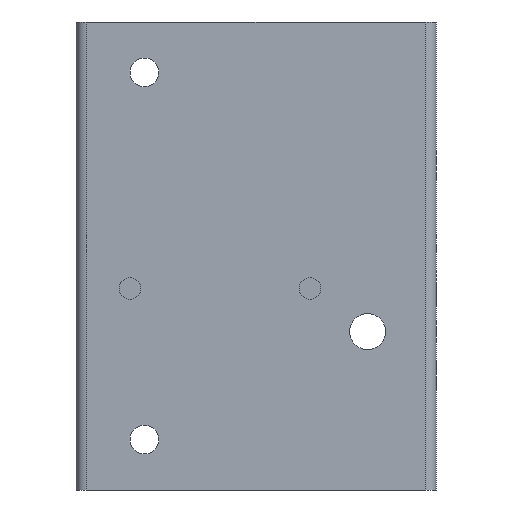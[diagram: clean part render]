
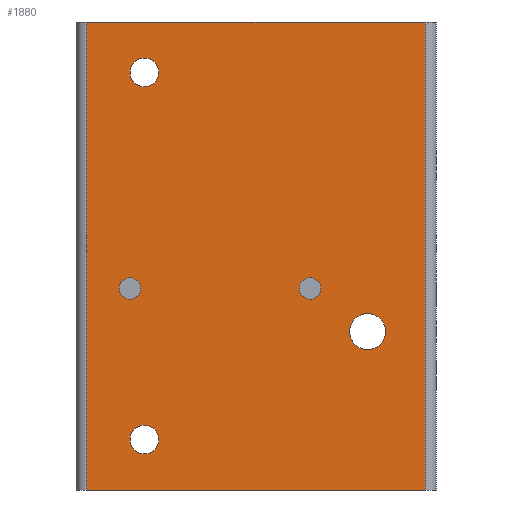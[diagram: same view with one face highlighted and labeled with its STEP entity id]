
A CAD part, left-side view. The second image highlights one B-rep face of the part: STEP entity #1880.
In plain terms, the highlighted planar face has unit normal (-1, 0, 0).
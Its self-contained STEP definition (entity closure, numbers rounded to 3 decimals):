
#14 = EDGE_CURVE ( 'NONE', #287, #789, #60, .T. ) ;
#18 = CARTESIAN_POINT ( 'NONE',  ( -50., 31., 14. ) ) ;
#42 = VECTOR ( 'NONE', #793, 1000. ) ;
#45 = VERTEX_POINT ( 'NONE', #669 ) ;
#55 = EDGE_LOOP ( 'NONE', ( #317, #1119 ) ) ;
#60 = CIRCLE ( 'NONE', #220, 4. ) ;
#75 = VERTEX_POINT ( 'NONE', #684 ) ;
#82 = CARTESIAN_POINT ( 'NONE',  ( -50., -47., 0. ) ) ;
#106 = DIRECTION ( 'NONE',  ( 0., 0., 1. ) ) ;
#134 = DIRECTION ( 'NONE',  ( 0., 1., 0. ) ) ;
#136 = ORIENTED_EDGE ( 'NONE', *, *, #1531, .F. ) ;
#169 = EDGE_CURVE ( 'NONE', #1415, #1874, #806, .T. ) ;
#172 = CARTESIAN_POINT ( 'NONE',  ( -50., -47., 130. ) ) ;
#195 = ORIENTED_EDGE ( 'NONE', *, *, #1690, .F. ) ;
#215 = EDGE_LOOP ( 'NONE', ( #2187, #952 ) ) ;
#220 = AXIS2_PLACEMENT_3D ( 'NONE', #1223, #1747, #835 ) ;
#241 = CARTESIAN_POINT ( 'NONE',  ( -50., -15., 56. ) ) ;
#287 = VERTEX_POINT ( 'NONE', #753 ) ;
#295 = FACE_BOUND ( 'NONE', #1011, .T. ) ;
#317 = ORIENTED_EDGE ( 'NONE', *, *, #169, .T. ) ;
#322 = CARTESIAN_POINT ( 'NONE',  ( -50., 35., 56. ) ) ;
#327 = DIRECTION ( 'NONE',  ( 0., 0., -1. ) ) ;
#339 = DIRECTION ( 'NONE',  ( 1., 0., 0. ) ) ;
#340 = AXIS2_PLACEMENT_3D ( 'NONE', #1418, #339, #704 ) ;
#354 = DIRECTION ( 'NONE',  ( 1., 0., 0. ) ) ;
#374 = CIRCLE ( 'NONE', #2063, 3. ) ;
#383 = EDGE_CURVE ( 'NONE', #1784, #1193, #1136, .T. ) ;
#391 = VECTOR ( 'NONE', #1651, 1000. ) ;
#407 = CIRCLE ( 'NONE', #897, 3. ) ;
#428 = CARTESIAN_POINT ( 'NONE',  ( -50., 47., 130. ) ) ;
#449 = PLANE ( 'NONE',  #1400 ) ;
#503 = DIRECTION ( 'NONE',  ( 1., 0., 0. ) ) ;
#518 = CARTESIAN_POINT ( 'NONE',  ( -50., 31., 116. ) ) ;
#588 = ORIENTED_EDGE ( 'NONE', *, *, #1297, .T. ) ;
#623 = DIRECTION ( 'NONE',  ( -1., 0., 0. ) ) ;
#662 = DIRECTION ( 'NONE',  ( 1., 0., 0. ) ) ;
#669 = CARTESIAN_POINT ( 'NONE',  ( -50., 35., 53. ) ) ;
#684 = CARTESIAN_POINT ( 'NONE',  ( -50., 31., 18. ) ) ;
#704 = DIRECTION ( 'NONE',  ( 0., 0., -1. ) ) ;
#753 = CARTESIAN_POINT ( 'NONE',  ( -50., 31., 120. ) ) ;
#789 = VERTEX_POINT ( 'NONE', #1276 ) ;
#793 = DIRECTION ( 'NONE',  ( 0., 0., -1. ) ) ;
#802 = LINE ( 'NONE', #1484, #391 ) ;
#806 = CIRCLE ( 'NONE', #340, 5. ) ;
#815 = CARTESIAN_POINT ( 'NONE',  ( -50., -31., 44. ) ) ;
#819 = VERTEX_POINT ( 'NONE', #1002 ) ;
#821 = CARTESIAN_POINT ( 'NONE',  ( -50., -15., 56. ) ) ;
#833 = CARTESIAN_POINT ( 'NONE',  ( -50., -31., 39. ) ) ;
#835 = DIRECTION ( 'NONE',  ( 0., 0., -1. ) ) ;
#897 = AXIS2_PLACEMENT_3D ( 'NONE', #322, #1020, #2265 ) ;
#901 = CARTESIAN_POINT ( 'NONE',  ( -50., 35., 59. ) ) ;
#942 = LINE ( 'NONE', #172, #1834 ) ;
#944 = EDGE_CURVE ( 'NONE', #45, #1600, #407, .T. ) ;
#952 = ORIENTED_EDGE ( 'NONE', *, *, #14, .T. ) ;
#985 = CARTESIAN_POINT ( 'NONE',  ( -50., -15., 53. ) ) ;
#997 = AXIS2_PLACEMENT_3D ( 'NONE', #1944, #1437, #1452 ) ;
#1002 = CARTESIAN_POINT ( 'NONE',  ( -50., 31., 10. ) ) ;
#1011 = EDGE_LOOP ( 'NONE', ( #195, #2220 ) ) ;
#1020 = DIRECTION ( 'NONE',  ( -1., 0., 0. ) ) ;
#1039 = EDGE_CURVE ( 'NONE', #819, #75, #1043, .T. ) ;
#1043 = CIRCLE ( 'NONE', #1681, 4. ) ;
#1050 = DIRECTION ( 'NONE',  ( 0., 0., 1. ) ) ;
#1051 = EDGE_LOOP ( 'NONE', ( #136, #1682 ) ) ;
#1056 = ORIENTED_EDGE ( 'NONE', *, *, #1154, .T. ) ;
#1094 = EDGE_CURVE ( 'NONE', #1337, #1277, #2096, .T. ) ;
#1119 = ORIENTED_EDGE ( 'NONE', *, *, #1947, .T. ) ;
#1130 = ORIENTED_EDGE ( 'NONE', *, *, #1039, .T. ) ;
#1133 = FACE_BOUND ( 'NONE', #1051, .T. ) ;
#1136 = CIRCLE ( 'NONE', #2308, 3. ) ;
#1154 = EDGE_CURVE ( 'NONE', #75, #819, #1278, .T. ) ;
#1176 = ORIENTED_EDGE ( 'NONE', *, *, #1186, .T. ) ;
#1186 = EDGE_CURVE ( 'NONE', #1847, #1277, #942, .T. ) ;
#1193 = VERTEX_POINT ( 'NONE', #1273 ) ;
#1206 = EDGE_LOOP ( 'NONE', ( #1706, #1176, #1514, #588 ) ) ;
#1223 = CARTESIAN_POINT ( 'NONE',  ( -50., 31., 116. ) ) ;
#1244 = DIRECTION ( 'NONE',  ( 0., -1., 0. ) ) ;
#1273 = CARTESIAN_POINT ( 'NONE',  ( -50., -15., 59. ) ) ;
#1276 = CARTESIAN_POINT ( 'NONE',  ( -50., 31., 112. ) ) ;
#1277 = VERTEX_POINT ( 'NONE', #2185 ) ;
#1278 = CIRCLE ( 'NONE', #997, 4. ) ;
#1281 = CARTESIAN_POINT ( 'NONE',  ( -50., 47., 130. ) ) ;
#1297 = EDGE_CURVE ( 'NONE', #1337, #2074, #1665, .T. ) ;
#1337 = VERTEX_POINT ( 'NONE', #428 ) ;
#1394 = DIRECTION ( 'NONE',  ( -1., 0., 0. ) ) ;
#1400 = AXIS2_PLACEMENT_3D ( 'NONE', #1527, #662, #134 ) ;
#1414 = CARTESIAN_POINT ( 'NONE',  ( -50., 47., 0. ) ) ;
#1415 = VERTEX_POINT ( 'NONE', #833 ) ;
#1418 = CARTESIAN_POINT ( 'NONE',  ( -50., -31., 44. ) ) ;
#1429 = FACE_BOUND ( 'NONE', #215, .T. ) ;
#1437 = DIRECTION ( 'NONE',  ( 1., 0., 0. ) ) ;
#1446 = CARTESIAN_POINT ( 'NONE',  ( -50., 50., 130. ) ) ;
#1452 = DIRECTION ( 'NONE',  ( 0., 0., -1. ) ) ;
#1473 = EDGE_LOOP ( 'NONE', ( #1130, #1056 ) ) ;
#1484 = CARTESIAN_POINT ( 'NONE',  ( -50., 50., 0. ) ) ;
#1490 = DIRECTION ( 'NONE',  ( 0., 0., 1. ) ) ;
#1514 = ORIENTED_EDGE ( 'NONE', *, *, #1094, .F. ) ;
#1525 = FACE_BOUND ( 'NONE', #1473, .T. ) ;
#1527 = CARTESIAN_POINT ( 'NONE',  ( -50., 50., 130. ) ) ;
#1531 = EDGE_CURVE ( 'NONE', #1600, #45, #1844, .T. ) ;
#1555 = FACE_OUTER_BOUND ( 'NONE', #1206, .T. ) ;
#1557 = AXIS2_PLACEMENT_3D ( 'NONE', #518, #503, #327 ) ;
#1568 = EDGE_CURVE ( 'NONE', #789, #287, #1883, .T. ) ;
#1576 = DIRECTION ( 'NONE',  ( 0., 0., -1. ) ) ;
#1600 = VERTEX_POINT ( 'NONE', #901 ) ;
#1651 = DIRECTION ( 'NONE',  ( 0., -1., 0. ) ) ;
#1665 = LINE ( 'NONE', #1281, #42 ) ;
#1681 = AXIS2_PLACEMENT_3D ( 'NONE', #18, #354, #1953 ) ;
#1682 = ORIENTED_EDGE ( 'NONE', *, *, #944, .F. ) ;
#1690 = EDGE_CURVE ( 'NONE', #1193, #1784, #374, .T. ) ;
#1706 = ORIENTED_EDGE ( 'NONE', *, *, #2145, .T. ) ;
#1747 = DIRECTION ( 'NONE',  ( 1., 0., 0. ) ) ;
#1758 = CARTESIAN_POINT ( 'NONE',  ( -50., 35., 56. ) ) ;
#1784 = VERTEX_POINT ( 'NONE', #985 ) ;
#1786 = FACE_BOUND ( 'NONE', #55, .T. ) ;
#1815 = DIRECTION ( 'NONE',  ( 0., 0., 1. ) ) ;
#1825 = DIRECTION ( 'NONE',  ( -1., 0., 0. ) ) ;
#1826 = AXIS2_PLACEMENT_3D ( 'NONE', #1758, #1394, #1050 ) ;
#1834 = VECTOR ( 'NONE', #1815, 1000. ) ;
#1844 = CIRCLE ( 'NONE', #1826, 3. ) ;
#1847 = VERTEX_POINT ( 'NONE', #82 ) ;
#1874 = VERTEX_POINT ( 'NONE', #2049 ) ;
#1880 = ADVANCED_FACE ( 'NONE', ( #295, #1133, #1786, #1525, #1429, #1555 ), #449, .F. ) ;
#1883 = CIRCLE ( 'NONE', #1557, 4. ) ;
#1944 = CARTESIAN_POINT ( 'NONE',  ( -50., 31., 14. ) ) ;
#1947 = EDGE_CURVE ( 'NONE', #1874, #1415, #2028, .T. ) ;
#1953 = DIRECTION ( 'NONE',  ( 0., 0., -1. ) ) ;
#2028 = CIRCLE ( 'NONE', #2149, 5. ) ;
#2049 = CARTESIAN_POINT ( 'NONE',  ( -50., -31., 49. ) ) ;
#2063 = AXIS2_PLACEMENT_3D ( 'NONE', #241, #1825, #1490 ) ;
#2074 = VERTEX_POINT ( 'NONE', #1414 ) ;
#2096 = LINE ( 'NONE', #1446, #2212 ) ;
#2145 = EDGE_CURVE ( 'NONE', #2074, #1847, #802, .T. ) ;
#2149 = AXIS2_PLACEMENT_3D ( 'NONE', #815, #2281, #1576 ) ;
#2185 = CARTESIAN_POINT ( 'NONE',  ( -50., -47., 130. ) ) ;
#2187 = ORIENTED_EDGE ( 'NONE', *, *, #1568, .T. ) ;
#2212 = VECTOR ( 'NONE', #1244, 1000. ) ;
#2220 = ORIENTED_EDGE ( 'NONE', *, *, #383, .F. ) ;
#2265 = DIRECTION ( 'NONE',  ( 0., 0., 1. ) ) ;
#2281 = DIRECTION ( 'NONE',  ( 1., 0., 0. ) ) ;
#2308 = AXIS2_PLACEMENT_3D ( 'NONE', #821, #623, #106 ) ;
